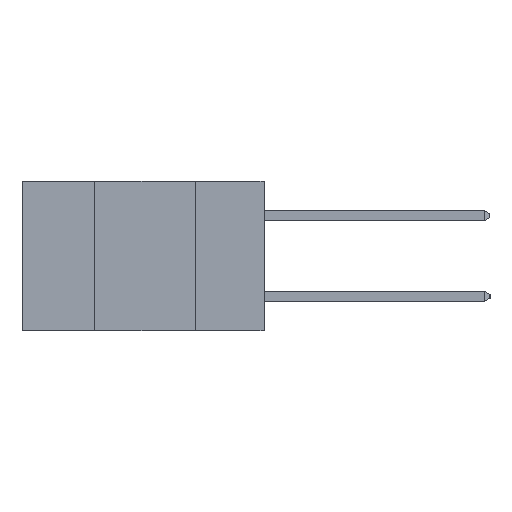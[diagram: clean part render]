
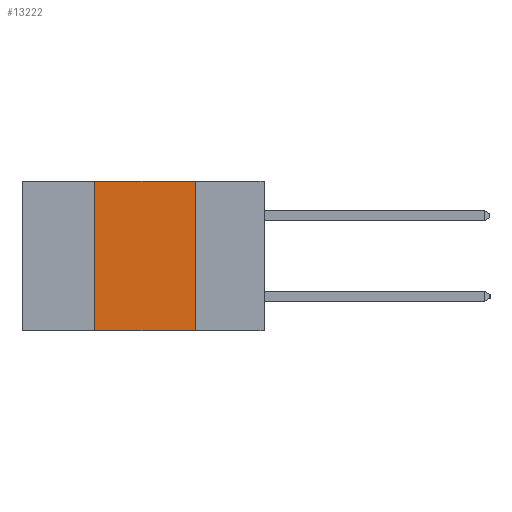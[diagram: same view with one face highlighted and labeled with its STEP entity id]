
A CAD part, left-side view. The second image highlights one B-rep face of the part: STEP entity #13222.
In plain terms, the highlighted planar face has unit normal (-1, 0, 0).
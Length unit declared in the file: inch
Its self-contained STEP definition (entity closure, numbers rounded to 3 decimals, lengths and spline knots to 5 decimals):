
#1277 = DIRECTION ( 'NONE',  ( 0., 0., 1. ) ) ;
#1596 = LINE ( 'NONE', #1616, #12397 ) ;
#1616 = CARTESIAN_POINT ( 'NONE',  ( 0., 0.17, -0.37 ) ) ;
#2495 = PLANE ( 'NONE',  #11325 ) ;
#2614 = VECTOR ( 'NONE', #17294, 39.37008 ) ;
#3020 = CARTESIAN_POINT ( 'NONE',  ( 0., 0.17, 0. ) ) ;
#3632 = CARTESIAN_POINT ( 'NONE',  ( 0., 0.17, -0.37 ) ) ;
#3986 = DIRECTION ( 'NONE',  ( 0., 0., -1. ) ) ;
#4629 = LINE ( 'NONE', #9080, #15232 ) ;
#4779 = LINE ( 'NONE', #17842, #7621 ) ;
#6165 = EDGE_CURVE ( 'NONE', #9553, #10879, #10169, .T. ) ;
#7267 = ORIENTED_EDGE ( 'NONE', *, *, #6165, .T. ) ;
#7621 = VECTOR ( 'NONE', #1277, 39.37008 ) ;
#7699 = ORIENTED_EDGE ( 'NONE', *, *, #10813, .F. ) ;
#7736 = EDGE_LOOP ( 'NONE', ( #12274, #7699, #14581, #7267 ) ) ;
#8020 = CARTESIAN_POINT ( 'NONE',  ( 0., 0.42, 0. ) ) ;
#9080 = CARTESIAN_POINT ( 'NONE',  ( 0., 0.6, 0. ) ) ;
#9475 = CARTESIAN_POINT ( 'NONE',  ( 0., 0.42, -0.37 ) ) ;
#9553 = VERTEX_POINT ( 'NONE', #9475 ) ;
#9923 = EDGE_CURVE ( 'NONE', #11500, #10879, #1596, .T. ) ;
#10169 = LINE ( 'NONE', #17272, #2614 ) ;
#10813 = EDGE_CURVE ( 'NONE', #16281, #11500, #4629, .T. ) ;
#10879 = VERTEX_POINT ( 'NONE', #3632 ) ;
#11325 = AXIS2_PLACEMENT_3D ( 'NONE', #16344, #12339, #3986 ) ;
#11500 = VERTEX_POINT ( 'NONE', #3020 ) ;
#12274 = ORIENTED_EDGE ( 'NONE', *, *, #9923, .F. ) ;
#12339 = DIRECTION ( 'NONE',  ( 1., 0., 0. ) ) ;
#12397 = VECTOR ( 'NONE', #12879, 39.37008 ) ;
#12677 = EDGE_CURVE ( 'NONE', #9553, #16281, #4779, .T. ) ;
#12879 = DIRECTION ( 'NONE',  ( 0., 0., -1. ) ) ;
#13209 = FACE_OUTER_BOUND ( 'NONE', #7736, .T. ) ;
#13222 = ADVANCED_FACE ( 'NONE', ( #13209 ), #2495, .F. ) ;
#14499 = DIRECTION ( 'NONE',  ( 0., -1., 0. ) ) ;
#14581 = ORIENTED_EDGE ( 'NONE', *, *, #12677, .F. ) ;
#15232 = VECTOR ( 'NONE', #14499, 39.37008 ) ;
#16281 = VERTEX_POINT ( 'NONE', #8020 ) ;
#16344 = CARTESIAN_POINT ( 'NONE',  ( 0., 0.6, 0. ) ) ;
#17272 = CARTESIAN_POINT ( 'NONE',  ( 0., 0.6, -0.37 ) ) ;
#17294 = DIRECTION ( 'NONE',  ( 0., -1., 0. ) ) ;
#17842 = CARTESIAN_POINT ( 'NONE',  ( 0., 0.42, -0.37 ) ) ;
